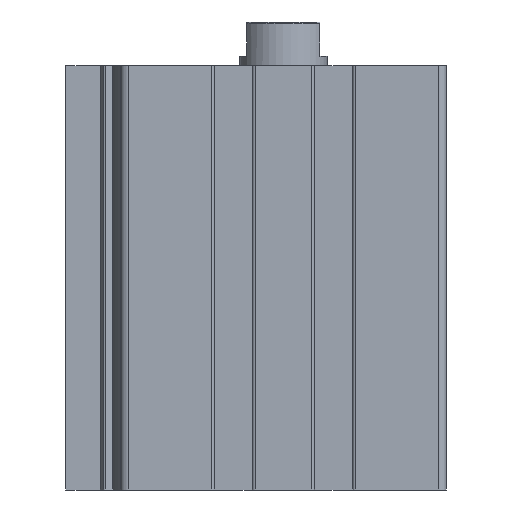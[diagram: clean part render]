
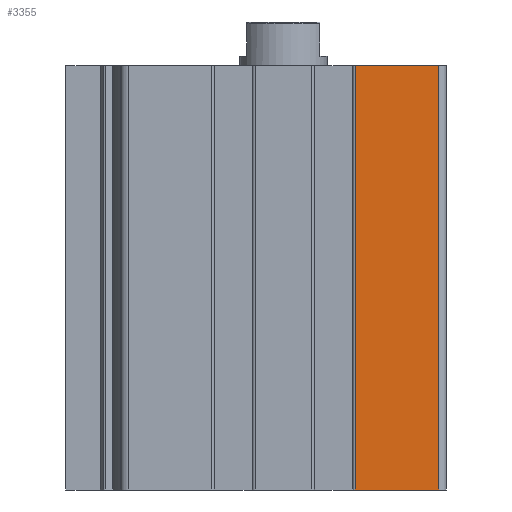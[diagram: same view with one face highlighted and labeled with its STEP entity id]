
A CAD part, left-side view. The second image highlights one B-rep face of the part: STEP entity #3355.
In plain terms, the highlighted planar face has unit normal (-1, 0, 0).
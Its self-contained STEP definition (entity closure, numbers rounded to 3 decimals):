
#49=LINE('',#5137,#319);
#50=LINE('',#5140,#320);
#51=LINE('',#5142,#321);
#52=LINE('',#5144,#322);
#319=VECTOR('',#4031,1000.);
#320=VECTOR('',#4032,1000.);
#321=VECTOR('',#4033,1000.);
#322=VECTOR('',#4034,1000.);
#589=PLANE('',#3595);
#691=ORIENTED_EDGE('',*,*,#1663,.F.);
#692=ORIENTED_EDGE('',*,*,#1664,.F.);
#693=ORIENTED_EDGE('',*,*,#1665,.T.);
#694=ORIENTED_EDGE('',*,*,#1666,.T.);
#1663=EDGE_CURVE('',#2149,#2150,#49,.T.);
#1664=EDGE_CURVE('',#2151,#2149,#50,.T.);
#1665=EDGE_CURVE('',#2151,#2152,#51,.T.);
#1666=EDGE_CURVE('',#2152,#2150,#52,.T.);
#2149=VERTEX_POINT('',#5138);
#2150=VERTEX_POINT('',#5139);
#2151=VERTEX_POINT('',#5141);
#2152=VERTEX_POINT('',#5143);
#2708=EDGE_LOOP('',(#691,#692,#693,#694));
#2984=FACE_BOUND('',#2708,.T.);
#3355=ADVANCED_FACE('',(#2984),#589,.T.);
#3595=AXIS2_PLACEMENT_3D('',#5136,#4029,#4030);
#4029=DIRECTION('',(-1.,0.,0.));
#4030=DIRECTION('',(0.,0.,1.));
#4031=DIRECTION('',(0.,-1.,0.));
#4032=DIRECTION('',(0.,0.,1.));
#4033=DIRECTION('',(0.,-1.,0.));
#4034=DIRECTION('',(0.,0.,1.));
#5136=CARTESIAN_POINT('',(-22.25,-9.85,-58.));
#5137=CARTESIAN_POINT('',(-22.25,-9.85,0.));
#5138=CARTESIAN_POINT('',(-22.25,-9.85,0.));
#5139=CARTESIAN_POINT('',(-22.25,-21.25,0.));
#5140=CARTESIAN_POINT('',(-22.25,-9.85,-58.));
#5141=CARTESIAN_POINT('',(-22.25,-9.85,-58.));
#5142=CARTESIAN_POINT('',(-22.25,-9.85,-58.));
#5143=CARTESIAN_POINT('',(-22.25,-21.25,-58.));
#5144=CARTESIAN_POINT('',(-22.25,-21.25,-58.));
